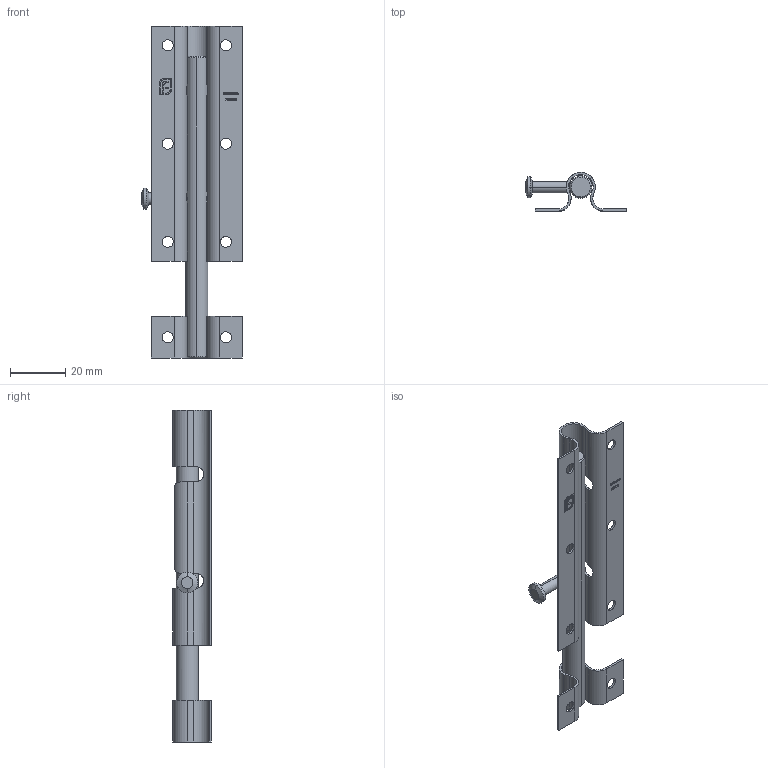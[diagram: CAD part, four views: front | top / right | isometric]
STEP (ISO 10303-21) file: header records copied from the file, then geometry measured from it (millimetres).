
FILE_DESCRIPTION (( 'STEP AP203' ), '1' );
FILE_NAME ('700-120.step', '2020-12-14T15:53:22', ( '' ), ( '' ), 'SwSTEP 2.0', 'SolidWorks 2018', '' );
FILE_SCHEMA (( 'CONFIG_CONTROL_DESIGN' ));
Length unit declared in the file: millimetre
Products named in the file (7): 700-XXX Teil3; 700-120; 700-XXX Teil1_700-120 Teil1; 700-XXX Teil1; 700-XXX Teil2_700-120 Teil2; 700-XXX Teil2; 700-XXX Teil3_700-XXX Teil3
Assembly tree (3 placements, depth 2):
  700-XXX Teil3
  700-120
    700-XXX Teil1_700-120 Teil1
    700-XXX Teil2_700-120 Teil2
    700-XXX Teil3_700-XXX Teil3
  700-XXX Teil1
  700-XXX Teil2
Bounding box: 36.5 x 14 x 120 mm (x, y, z)
Volume: 9580.8 mm3; surface area: 13443.1 mm2
Topology: 4 solids, 4 shells, 331 faces, 899 edges, 596 vertices
Faces by surface type: plane 146, bspline 101, cylinder 76, cone 8
Entity records: 16775 total; most frequent: CARTESIAN_POINT 8396, ORIENTED_EDGE 1798, DIRECTION 1261, EDGE_CURVE 899, VERTEX_POINT 596, LINE 523, VECTOR 523, EDGE_LOOP 371
